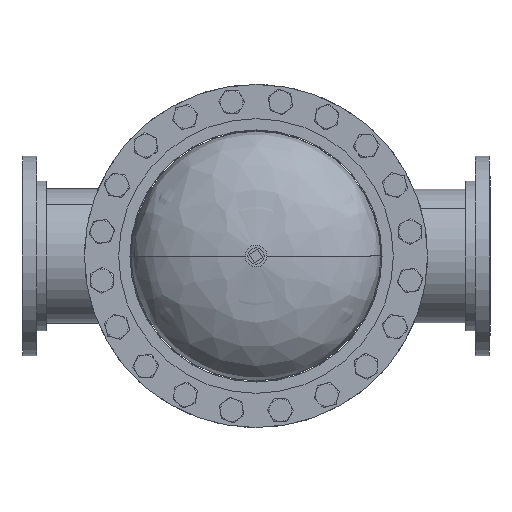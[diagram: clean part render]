
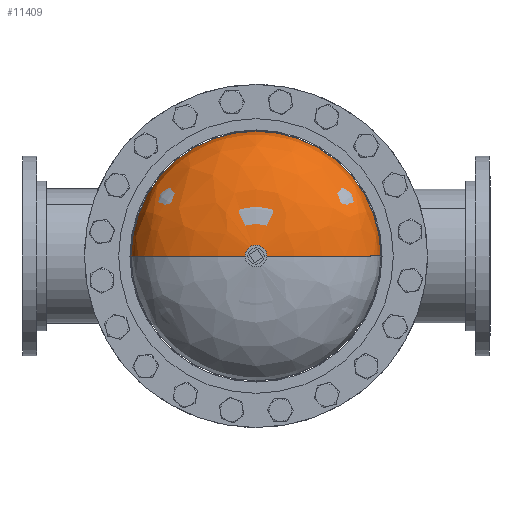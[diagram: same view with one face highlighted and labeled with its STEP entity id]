
A CAD part, front view. The second image highlights one B-rep face of the part: STEP entity #11409.
In plain terms, the highlighted free-form (B-spline) face has degree [3, 3] with [4, 4] control points.
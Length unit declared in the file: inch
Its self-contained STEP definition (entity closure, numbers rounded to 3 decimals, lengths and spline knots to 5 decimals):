
#40 = EDGE_CURVE ( 'NONE', #16351, #16761, #12728, .T. ) ;
#602 = CARTESIAN_POINT ( 'NONE',  ( -10., 0.5575, 0. ) ) ;
#656 = CARTESIAN_POINT ( 'NONE',  ( 0., 5.60574, 0. ) ) ;
#759 = DIRECTION ( 'NONE',  ( 0., -1., 0. ) ) ;
#766 = CARTESIAN_POINT ( 'NONE',  ( -10., 0.5575, 0. ) ) ;
#779 = DIRECTION ( 'NONE',  ( 0., -1., 0. ) ) ;
#938 = DIRECTION ( 'NONE',  ( 0., 0., -1. ) ) ;
#944 = CARTESIAN_POINT ( 'NONE',  ( 10., 3.34945, 0. ) ) ;
#947 = CARTESIAN_POINT ( 'NONE',  ( 10., 0.5575, 20. ) ) ;
#998 = CIRCLE ( 'NONE', #14780, 10. ) ;
#1616 = VERTEX_POINT ( 'NONE', #10565 ) ;
#2066 = CARTESIAN_POINT ( 'NONE',  ( -0.75, 5.60574, 0. ) ) ;
#2073 = CARTESIAN_POINT ( 'NONE',  ( 6.24942, 5.39635, 0. ) ) ;
#2075 = CARTESIAN_POINT ( 'NONE',  ( 6.24942, 5.39635, 0. ) ) ;
#2168 = CARTESIAN_POINT ( 'NONE',  ( -0.75, 5.60574, 0. ) ) ;
#2170 = CARTESIAN_POINT ( 'NONE',  ( -6.24942, 5.39635, 0. ) ) ;
#3189 = EDGE_LOOP ( 'NONE', ( #15831, #11564, #3585, #3476, #10091, #12318 ) ) ;
#3398 = FACE_OUTER_BOUND ( 'NONE', #3189, .T. ) ;
#3476 = ORIENTED_EDGE ( 'NONE', *, *, #12783, .F. ) ;
#3576 = CARTESIAN_POINT ( 'NONE',  ( -10., 3.34945, 20. ) ) ;
#3585 = ORIENTED_EDGE ( 'NONE', *, *, #6463, .F. ) ;
#4889 = CARTESIAN_POINT ( 'NONE',  ( -0.75, 5.60574, 1.5 ) ) ;
#4924 =( BOUNDED_SURFACE ( )  B_SPLINE_SURFACE ( 3, 3, ( 
 ( #5082, #13016, #4889, #6305 ),
 ( #2075, #10279, #6222, #2170 ),
 ( #10107, #10455, #3576, #15512 ),
 ( #13196, #947, #8963, #4990 ) ),
 .UNSPECIFIED., .F., .F., .T. ) 
 B_SPLINE_SURFACE_WITH_KNOTS ( ( 4, 4 ),
 ( 4, 4 ),
 ( 0., 1. ),
 ( 0., 1. ),
 .UNSPECIFIED. ) 
 GEOMETRIC_REPRESENTATION_ITEM ( )  RATIONAL_B_SPLINE_SURFACE ( (
 ( 1., 0.333, 0.333, 1.),
 ( 0.822, 0.274, 0.274, 0.822),
 ( 0.822, 0.274, 0.274, 0.822),
 ( 1., 0.333, 0.333, 1.) ) ) 
 REPRESENTATION_ITEM ( '' )  SURFACE ( )  );
#4988 = CARTESIAN_POINT ( 'NONE',  ( -6.24942, 5.39635, 0. ) ) ;
#4990 = CARTESIAN_POINT ( 'NONE',  ( -10., 0.5575, 0. ) ) ;
#5082 = CARTESIAN_POINT ( 'NONE',  ( 0.75, 5.60574, 0. ) ) ;
#5483 =( BOUNDED_CURVE ( )  B_SPLINE_CURVE ( 3, ( #2168, #4988, #7816, #766 ),
 .UNSPECIFIED., .F., .T. ) 
 B_SPLINE_CURVE_WITH_KNOTS ( ( 4, 4 ),
 ( 1.64587, 3.14159 ),
 .UNSPECIFIED. ) 
 CURVE ( )  GEOMETRIC_REPRESENTATION_ITEM ( )  RATIONAL_B_SPLINE_CURVE ( ( 1., 0.822, 0.822, 1. ) ) 
 REPRESENTATION_ITEM ( '' )  );
#5892 = CARTESIAN_POINT ( 'NONE',  ( 0., 0.5575, 0. ) ) ;
#5958 = AXIS2_PLACEMENT_3D ( 'NONE', #7453, #759, #938 ) ;
#6222 = CARTESIAN_POINT ( 'NONE',  ( -6.24942, 5.39635, 12.49885 ) ) ;
#6305 = CARTESIAN_POINT ( 'NONE',  ( -0.75, 5.60574, 0. ) ) ;
#6396 = CARTESIAN_POINT ( 'NONE',  ( 10., 0.5575, 0. ) ) ;
#6463 = EDGE_CURVE ( 'NONE', #15608, #10086, #998, .T. ) ;
#6750 = AXIS2_PLACEMENT_3D ( 'NONE', #5892, #11273, #8631 ) ;
#7453 = CARTESIAN_POINT ( 'NONE',  ( 0., 5.60574, 0. ) ) ;
#7816 = CARTESIAN_POINT ( 'NONE',  ( -10., 3.34945, 0. ) ) ;
#8631 = DIRECTION ( 'NONE',  ( 0., 0., -1. ) ) ;
#8963 = CARTESIAN_POINT ( 'NONE',  ( -10., 0.5575, 20. ) ) ;
#9868 = AXIS2_PLACEMENT_3D ( 'NONE', #656, #10817, #13982 ) ;
#10086 = VERTEX_POINT ( 'NONE', #602 ) ;
#10091 = ORIENTED_EDGE ( 'NONE', *, *, #13903, .F. ) ;
#10107 = CARTESIAN_POINT ( 'NONE',  ( 10., 3.34945, 0. ) ) ;
#10279 = CARTESIAN_POINT ( 'NONE',  ( 6.24942, 5.39635, 12.49885 ) ) ;
#10455 = CARTESIAN_POINT ( 'NONE',  ( 10., 3.34945, 20. ) ) ;
#10565 = CARTESIAN_POINT ( 'NONE',  ( 10., 0.5575, 0. ) ) ;
#10805 = CARTESIAN_POINT ( 'NONE',  ( 0.75, 5.60574, 0. ) ) ;
#10817 = DIRECTION ( 'NONE',  ( 0., -1., 0. ) ) ;
#11273 = DIRECTION ( 'NONE',  ( 0., -1., 0. ) ) ;
#11409 = ADVANCED_FACE ( 'NONE', ( #3398 ), #4924, .F. ) ;
#11564 = ORIENTED_EDGE ( 'NONE', *, *, #13963, .T. ) ;
#12318 = ORIENTED_EDGE ( 'NONE', *, *, #16017, .T. ) ;
#12728 = CIRCLE ( 'NONE', #5958, 0.75 ) ;
#12783 = EDGE_CURVE ( 'NONE', #1616, #15608, #13226, .T. ) ;
#12966 = CIRCLE ( 'NONE', #9868, 0.75 ) ;
#13016 = CARTESIAN_POINT ( 'NONE',  ( 0.75, 5.60574, 1.5 ) ) ;
#13196 = CARTESIAN_POINT ( 'NONE',  ( 10., 0.5575, 0. ) ) ;
#13226 = CIRCLE ( 'NONE', #6750, 10. ) ;
#13313 = VERTEX_POINT ( 'NONE', #10805 ) ;
#13378 =( BOUNDED_CURVE ( )  B_SPLINE_CURVE ( 3, ( #14168, #2073, #944, #6396 ),
 .UNSPECIFIED., .F., .T. ) 
 B_SPLINE_CURVE_WITH_KNOTS ( ( 4, 4 ),
 ( 1.64587, 3.14159 ),
 .UNSPECIFIED. ) 
 CURVE ( )  GEOMETRIC_REPRESENTATION_ITEM ( )  RATIONAL_B_SPLINE_CURVE ( ( 1., 0.822, 0.822, 1. ) ) 
 REPRESENTATION_ITEM ( '' )  );
#13903 = EDGE_CURVE ( 'NONE', #13313, #1616, #13378, .T. ) ;
#13963 = EDGE_CURVE ( 'NONE', #16761, #10086, #5483, .T. ) ;
#13982 = DIRECTION ( 'NONE',  ( 0., 0., -1. ) ) ;
#14168 = CARTESIAN_POINT ( 'NONE',  ( 0.75, 5.60574, 0. ) ) ;
#14780 = AXIS2_PLACEMENT_3D ( 'NONE', #17192, #779, #15858 ) ;
#15078 = CARTESIAN_POINT ( 'NONE',  ( 0., 5.60574, 0.75 ) ) ;
#15512 = CARTESIAN_POINT ( 'NONE',  ( -10., 3.34945, 0. ) ) ;
#15608 = VERTEX_POINT ( 'NONE', #15620 ) ;
#15620 = CARTESIAN_POINT ( 'NONE',  ( 0., 0.5575, 10. ) ) ;
#15831 = ORIENTED_EDGE ( 'NONE', *, *, #40, .T. ) ;
#15858 = DIRECTION ( 'NONE',  ( 0., 0., -1. ) ) ;
#16017 = EDGE_CURVE ( 'NONE', #13313, #16351, #12966, .T. ) ;
#16351 = VERTEX_POINT ( 'NONE', #15078 ) ;
#16761 = VERTEX_POINT ( 'NONE', #2066 ) ;
#17192 = CARTESIAN_POINT ( 'NONE',  ( 0., 0.5575, 0. ) ) ;
